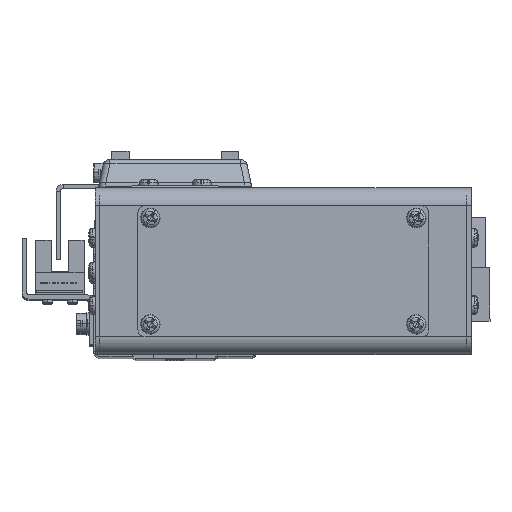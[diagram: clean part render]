
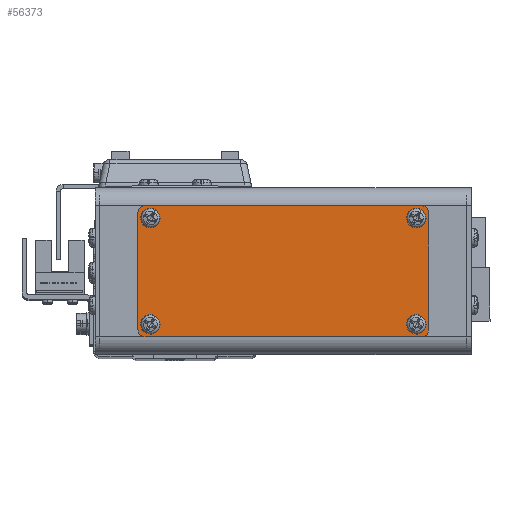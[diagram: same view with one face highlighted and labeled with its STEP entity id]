
A CAD part, top view. The second image highlights one B-rep face of the part: STEP entity #56373.
In plain terms, the highlighted face is planar.
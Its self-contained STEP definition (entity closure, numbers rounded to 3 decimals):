
#310 = CARTESIAN_POINT ( 'NONE',  ( 41., 2., 0. ) ) ;
#371 = DIRECTION ( 'NONE',  ( 0., 1., 0. ) ) ;
#808 = EDGE_CURVE ( 'NONE', #10048, #8863, #8852, .T. ) ;
#956 = VERTEX_POINT ( 'NONE', #54858 ) ;
#1064 = CARTESIAN_POINT ( 'NONE',  ( -39., 2., 0. ) ) ;
#1728 = AXIS2_PLACEMENT_3D ( 'NONE', #21097, #60902, #26814 ) ;
#2192 = CARTESIAN_POINT ( 'NONE',  ( 39., 37., 0. ) ) ;
#2779 = DIRECTION ( 'NONE',  ( 1., 0., 0. ) ) ;
#2826 = CARTESIAN_POINT ( 'NONE',  ( 37.5, 33.5, 0. ) ) ;
#4120 = CIRCLE ( 'NONE', #1728, 1.7 ) ;
#4253 = EDGE_CURVE ( 'NONE', #68659, #48966, #8584, .T. ) ;
#4408 = ORIENTED_EDGE ( 'NONE', *, *, #808, .F. ) ;
#4465 = AXIS2_PLACEMENT_3D ( 'NONE', #37815, #71939, #66440 ) ;
#5284 = DIRECTION ( 'NONE',  ( 0., 0., 1. ) ) ;
#5300 = CARTESIAN_POINT ( 'NONE',  ( -41., 35., 0. ) ) ;
#5481 = CIRCLE ( 'NONE', #12881, 1.7 ) ;
#5584 = ORIENTED_EDGE ( 'NONE', *, *, #33025, .F. ) ;
#6825 = DIRECTION ( 'NONE',  ( 1., 0., 0. ) ) ;
#7202 = DIRECTION ( 'NONE',  ( 0., 0., 1. ) ) ;
#7730 = LINE ( 'NONE', #12547, #66547 ) ;
#8130 = ORIENTED_EDGE ( 'NONE', *, *, #68075, .T. ) ;
#8437 = DIRECTION ( 'NONE',  ( 0., 0., 1. ) ) ;
#8556 = DIRECTION ( 'NONE',  ( 1., 0., 0. ) ) ;
#8584 = CIRCLE ( 'NONE', #34701, 2. ) ;
#8852 = CIRCLE ( 'NONE', #13089, 2. ) ;
#8863 = VERTEX_POINT ( 'NONE', #56341 ) ;
#10048 = VERTEX_POINT ( 'NONE', #63050 ) ;
#10060 = LINE ( 'NONE', #53000, #21679 ) ;
#12131 = DIRECTION ( 'NONE',  ( -1., 0., 0. ) ) ;
#12408 = EDGE_CURVE ( 'NONE', #21240, #63088, #62676, .T. ) ;
#12547 = CARTESIAN_POINT ( 'NONE',  ( -41., 35., 0. ) ) ;
#12677 = VERTEX_POINT ( 'NONE', #57331 ) ;
#12770 = VERTEX_POINT ( 'NONE', #2192 ) ;
#12881 = AXIS2_PLACEMENT_3D ( 'NONE', #48686, #14563, #54421 ) ;
#13089 = AXIS2_PLACEMENT_3D ( 'NONE', #1064, #40972, #6825 ) ;
#13702 = ORIENTED_EDGE ( 'NONE', *, *, #65572, .F. ) ;
#13847 = EDGE_CURVE ( 'NONE', #26534, #26168, #48246, .T. ) ;
#14563 = DIRECTION ( 'NONE',  ( 0., 0., 1. ) ) ;
#14804 = AXIS2_PLACEMENT_3D ( 'NONE', #31523, #71411, #37266 ) ;
#15137 = CIRCLE ( 'NONE', #24548, 1.7 ) ;
#15555 = EDGE_LOOP ( 'NONE', ( #21151, #19488 ) ) ;
#16026 = DIRECTION ( 'NONE',  ( 0., 0., 1. ) ) ;
#16332 = ORIENTED_EDGE ( 'NONE', *, *, #13847, .T. ) ;
#17877 = ORIENTED_EDGE ( 'NONE', *, *, #30835, .F. ) ;
#18514 = ORIENTED_EDGE ( 'NONE', *, *, #23680, .T. ) ;
#18790 = ORIENTED_EDGE ( 'NONE', *, *, #27515, .T. ) ;
#19127 = FACE_BOUND ( 'NONE', #60982, .T. ) ;
#19320 = AXIS2_PLACEMENT_3D ( 'NONE', #63650, #29526, #69410 ) ;
#19488 = ORIENTED_EDGE ( 'NONE', *, *, #69483, .T. ) ;
#20222 = ORIENTED_EDGE ( 'NONE', *, *, #44409, .T. ) ;
#21097 = CARTESIAN_POINT ( 'NONE',  ( -37.5, 3.5, 0. ) ) ;
#21151 = ORIENTED_EDGE ( 'NONE', *, *, #61674, .T. ) ;
#21240 = VERTEX_POINT ( 'NONE', #73215 ) ;
#21679 = VECTOR ( 'NONE', #58761, 1000. ) ;
#22455 = CIRCLE ( 'NONE', #49305, 1.7 ) ;
#23680 = EDGE_CURVE ( 'NONE', #26168, #26534, #4120, .T. ) ;
#24548 = AXIS2_PLACEMENT_3D ( 'NONE', #32471, #72335, #38226 ) ;
#25149 = ORIENTED_EDGE ( 'NONE', *, *, #45599, .F. ) ;
#25941 = VERTEX_POINT ( 'NONE', #26813 ) ;
#26168 = VERTEX_POINT ( 'NONE', #70363 ) ;
#26534 = VERTEX_POINT ( 'NONE', #38689 ) ;
#26814 = DIRECTION ( 'NONE',  ( 1., 0., 0. ) ) ;
#26813 = CARTESIAN_POINT ( 'NONE',  ( 41., 35., 0. ) ) ;
#26984 = EDGE_CURVE ( 'NONE', #32165, #35800, #60806, .T. ) ;
#27389 = ORIENTED_EDGE ( 'NONE', *, *, #53662, .F. ) ;
#27515 = EDGE_CURVE ( 'NONE', #35800, #32165, #5481, .T. ) ;
#29066 = CARTESIAN_POINT ( 'NONE',  ( 39., 37., 0. ) ) ;
#29526 = DIRECTION ( 'NONE',  ( 0., 0., 1. ) ) ;
#30835 = EDGE_CURVE ( 'NONE', #63088, #25941, #65995, .T. ) ;
#31086 = ORIENTED_EDGE ( 'NONE', *, *, #26984, .T. ) ;
#31523 = CARTESIAN_POINT ( 'NONE',  ( 39., 35., 0. ) ) ;
#32165 = VERTEX_POINT ( 'NONE', #72051 ) ;
#32395 = EDGE_LOOP ( 'NONE', ( #18514, #16332 ) ) ;
#32462 = FACE_BOUND ( 'NONE', #32395, .T. ) ;
#32471 = CARTESIAN_POINT ( 'NONE',  ( 37.5, 3.5, 0. ) ) ;
#33025 = EDGE_CURVE ( 'NONE', #12770, #68659, #59045, .T. ) ;
#34701 = AXIS2_PLACEMENT_3D ( 'NONE', #39443, #5284, #45157 ) ;
#34748 = ORIENTED_EDGE ( 'NONE', *, *, #4253, .F. ) ;
#35800 = VERTEX_POINT ( 'NONE', #37582 ) ;
#36530 = CARTESIAN_POINT ( 'NONE',  ( -39., 37., 0. ) ) ;
#36917 = DIRECTION ( 'NONE',  ( 0., 0., 1. ) ) ;
#37266 = DIRECTION ( 'NONE',  ( 1., 0., 0. ) ) ;
#37500 = VECTOR ( 'NONE', #371, 1000. ) ;
#37582 = CARTESIAN_POINT ( 'NONE',  ( -35.8, 33.5, 0. ) ) ;
#37815 = CARTESIAN_POINT ( 'NONE',  ( 39., 35., 0. ) ) ;
#38226 = DIRECTION ( 'NONE',  ( 1., 0., 0. ) ) ;
#38689 = CARTESIAN_POINT ( 'NONE',  ( -35.8, 3.5, 0. ) ) ;
#39443 = CARTESIAN_POINT ( 'NONE',  ( -39., 35., 0. ) ) ;
#40972 = DIRECTION ( 'NONE',  ( 0., 0., 1. ) ) ;
#41326 = CARTESIAN_POINT ( 'NONE',  ( 37.5, 3.5, 0. ) ) ;
#42438 = AXIS2_PLACEMENT_3D ( 'NONE', #42560, #8437, #48286 ) ;
#42560 = CARTESIAN_POINT ( 'NONE',  ( -37.5, 33.5, 0. ) ) ;
#42677 = DIRECTION ( 'NONE',  ( 0., 0., 1. ) ) ;
#43887 = VECTOR ( 'NONE', #12131, 1000. ) ;
#43923 = VERTEX_POINT ( 'NONE', #70490 ) ;
#44409 = EDGE_CURVE ( 'NONE', #57632, #12677, #69269, .T. ) ;
#45157 = DIRECTION ( 'NONE',  ( 1., 0., 0. ) ) ;
#45599 = EDGE_CURVE ( 'NONE', #48966, #10048, #7730, .T. ) ;
#47055 = DIRECTION ( 'NONE',  ( 1., 0., 0. ) ) ;
#47611 = FACE_BOUND ( 'NONE', #15555, .T. ) ;
#48246 = CIRCLE ( 'NONE', #19320, 1.7 ) ;
#48286 = DIRECTION ( 'NONE',  ( 1., 0., 0. ) ) ;
#48686 = CARTESIAN_POINT ( 'NONE',  ( -37.5, 33.5, 0. ) ) ;
#48965 = CIRCLE ( 'NONE', #14804, 2. ) ;
#48966 = VERTEX_POINT ( 'NONE', #5300 ) ;
#49305 = AXIS2_PLACEMENT_3D ( 'NONE', #50128, #16026, #55869 ) ;
#49400 = ORIENTED_EDGE ( 'NONE', *, *, #12408, .F. ) ;
#50128 = CARTESIAN_POINT ( 'NONE',  ( 37.5, 33.5, 0. ) ) ;
#51711 = CARTESIAN_POINT ( 'NONE',  ( 41., 2., 0. ) ) ;
#53000 = CARTESIAN_POINT ( 'NONE',  ( -39., 0., 0. ) ) ;
#53292 = AXIS2_PLACEMENT_3D ( 'NONE', #41326, #7202, #47055 ) ;
#53662 = EDGE_CURVE ( 'NONE', #8863, #21240, #10060, .T. ) ;
#54421 = DIRECTION ( 'NONE',  ( 1., 0., 0. ) ) ;
#54858 = CARTESIAN_POINT ( 'NONE',  ( 35.8, 3.5, 0. ) ) ;
#54986 = PLANE ( 'NONE',  #4465 ) ;
#55869 = DIRECTION ( 'NONE',  ( 1., 0., 0. ) ) ;
#56341 = CARTESIAN_POINT ( 'NONE',  ( -39., 0., 0. ) ) ;
#56373 = ADVANCED_FACE ( 'NONE', ( #19127, #32462, #64533, #47611, #62749 ), #54986, .F. ) ;
#56965 = AXIS2_PLACEMENT_3D ( 'NONE', #71066, #36917, #2779 ) ;
#57331 = CARTESIAN_POINT ( 'NONE',  ( 35.8, 33.5, 0. ) ) ;
#57632 = VERTEX_POINT ( 'NONE', #61816 ) ;
#58148 = DIRECTION ( 'NONE',  ( 0., -1., 0. ) ) ;
#58761 = DIRECTION ( 'NONE',  ( 1., 0., 0. ) ) ;
#59045 = LINE ( 'NONE', #29066, #43887 ) ;
#60806 = CIRCLE ( 'NONE', #42438, 1.7 ) ;
#60902 = DIRECTION ( 'NONE',  ( 0., 0., 1. ) ) ;
#60982 = EDGE_LOOP ( 'NONE', ( #31086, #18790 ) ) ;
#61340 = CIRCLE ( 'NONE', #53292, 1.7 ) ;
#61674 = EDGE_CURVE ( 'NONE', #956, #43923, #61340, .T. ) ;
#61816 = CARTESIAN_POINT ( 'NONE',  ( 39.2, 33.5, 0. ) ) ;
#62676 = CIRCLE ( 'NONE', #56965, 2. ) ;
#62749 = FACE_BOUND ( 'NONE', #73500, .T. ) ;
#63050 = CARTESIAN_POINT ( 'NONE',  ( -41., 2., 0. ) ) ;
#63088 = VERTEX_POINT ( 'NONE', #310 ) ;
#63650 = CARTESIAN_POINT ( 'NONE',  ( -37.5, 3.5, 0. ) ) ;
#64533 = FACE_OUTER_BOUND ( 'NONE', #65392, .T. ) ;
#65392 = EDGE_LOOP ( 'NONE', ( #13702, #17877, #49400, #27389, #4408, #25149, #34748, #5584 ) ) ;
#65572 = EDGE_CURVE ( 'NONE', #25941, #12770, #48965, .T. ) ;
#65995 = LINE ( 'NONE', #51711, #37500 ) ;
#66440 = DIRECTION ( 'NONE',  ( 1., 0., 0. ) ) ;
#66547 = VECTOR ( 'NONE', #58148, 1000. ) ;
#68075 = EDGE_CURVE ( 'NONE', #12677, #57632, #22455, .T. ) ;
#68659 = VERTEX_POINT ( 'NONE', #36530 ) ;
#69269 = CIRCLE ( 'NONE', #70804, 1.7 ) ;
#69410 = DIRECTION ( 'NONE',  ( 1., 0., 0. ) ) ;
#69483 = EDGE_CURVE ( 'NONE', #43923, #956, #15137, .T. ) ;
#70363 = CARTESIAN_POINT ( 'NONE',  ( -39.2, 3.5, 0. ) ) ;
#70490 = CARTESIAN_POINT ( 'NONE',  ( 39.2, 3.5, 0. ) ) ;
#70804 = AXIS2_PLACEMENT_3D ( 'NONE', #2826, #42677, #8556 ) ;
#71066 = CARTESIAN_POINT ( 'NONE',  ( 39., 2., 0. ) ) ;
#71411 = DIRECTION ( 'NONE',  ( 0., 0., 1. ) ) ;
#71939 = DIRECTION ( 'NONE',  ( 0., 0., 1. ) ) ;
#72051 = CARTESIAN_POINT ( 'NONE',  ( -39.2, 33.5, 0. ) ) ;
#72335 = DIRECTION ( 'NONE',  ( 0., 0., 1. ) ) ;
#73215 = CARTESIAN_POINT ( 'NONE',  ( 39., 0., 0. ) ) ;
#73500 = EDGE_LOOP ( 'NONE', ( #8130, #20222 ) ) ;
